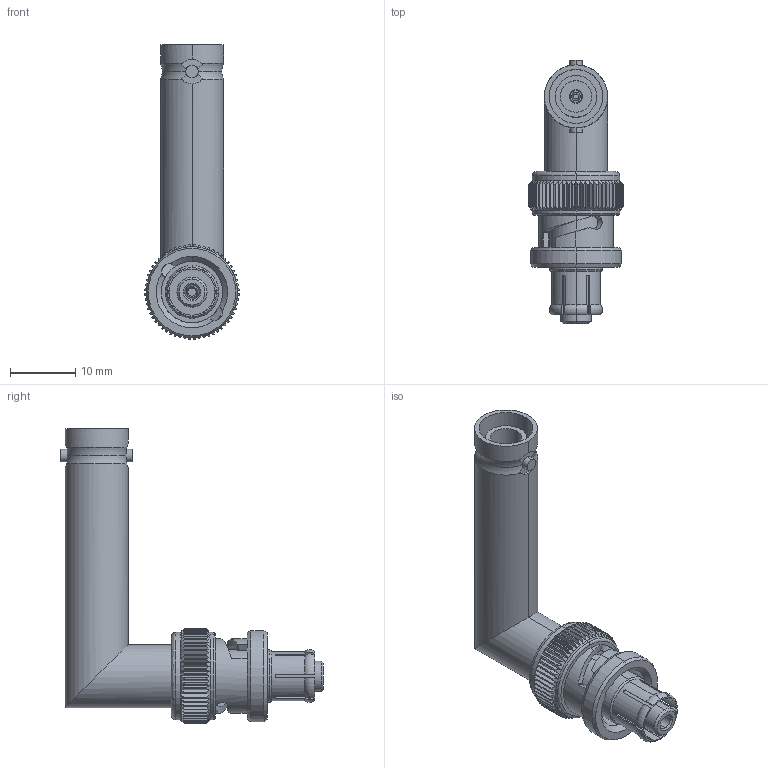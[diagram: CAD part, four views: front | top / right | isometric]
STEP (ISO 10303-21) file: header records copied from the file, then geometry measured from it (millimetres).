
FILE_DESCRIPTION (( 'STEP AP203' ), '1' );
FILE_NAME ('PE9338.step', '2018-06-20T15:19:26', ( '' ), ( '' ), 'SwSTEP 2.0', 'SolidWorks 2017', '' );
FILE_SCHEMA (( 'CONFIG_CONTROL_DESIGN' ));
Length unit declared in the file: inch
Products named in the file (1): PE9338
Bounding box: 14.47 x 40.18 x 45.08 mm (x, y, z)
Volume: 4746.6 mm3; surface area: 4833.9 mm2
Topology: 2 solids, 2 shells, 380 faces, 1063 edges, 696 vertices
Faces by surface type: plane 197, cylinder 131, cone 23, torus 17, bspline 12
Entity records: 14261 total; most frequent: CARTESIAN_POINT 4852, ORIENTED_EDGE 2126, DIRECTION 1770, EDGE_CURVE 1063, AXIS2_PLACEMENT_3D 698, VERTEX_POINT 696, EDGE_LOOP 393, ADVANCED_FACE 380
